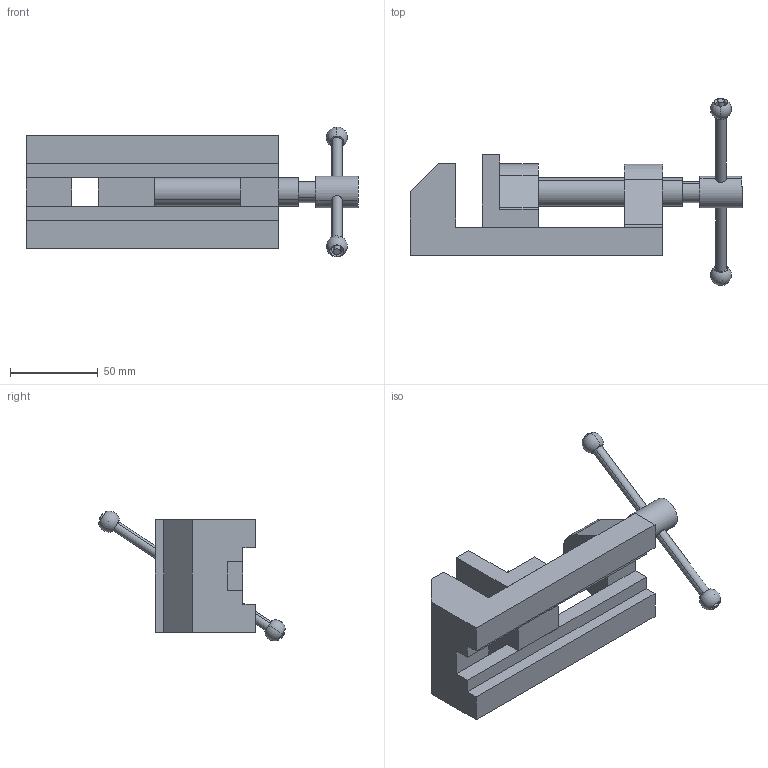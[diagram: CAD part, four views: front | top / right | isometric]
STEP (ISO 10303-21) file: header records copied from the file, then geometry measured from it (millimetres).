
FILE_DESCRIPTION (( 'STEP AP214' ), '1' );
FILE_NAME ('Assem1.STEP', '2019-06-07T17:04:35', ( '' ), ( '' ), 'SwSTEP 2.0', 'SolidWorks 2018', '' );
FILE_SCHEMA (( 'AUTOMOTIVE_DESIGN' ));
Length unit declared in the file: millimetre
Products named in the file (6): Part3; Part4; Part2; Part1; Part7; Assem1
Assembly tree (6 placements, depth 2):
  Assem1
    Part1
    Part2
    Part3
    Part4
    Part7  x2
Bounding box: 189.03 x 106.38 x 73.9 mm (x, y, z)
Volume: 260613.3 mm3; surface area: 59855.1 mm2
Topology: 6 solids, 6 shells, 93 faces, 235 edges, 152 vertices
Faces by surface type: plane 51, cylinder 34, sphere 4, cone 4
Entity records: 2903 total; most frequent: CARTESIAN_POINT 564, DIRECTION 463, ORIENTED_EDGE 418, EDGE_CURVE 209, AXIS2_PLACEMENT_3D 163, VECTOR 137, LINE 137, VERTEX_POINT 136
